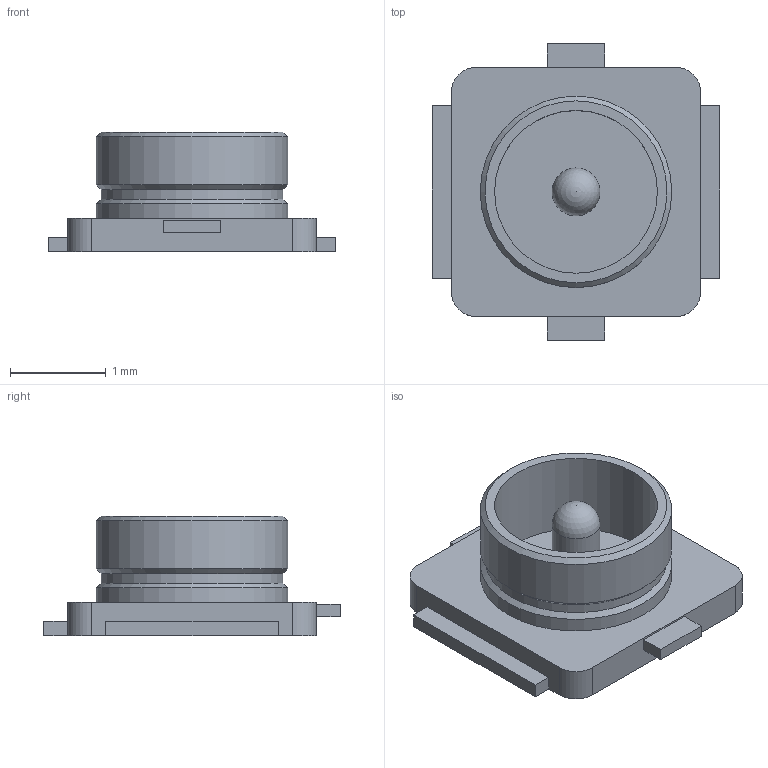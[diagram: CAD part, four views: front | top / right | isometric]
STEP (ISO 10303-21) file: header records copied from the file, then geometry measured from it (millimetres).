
FILE_DESCRIPTION(/* description */ ('STEP AP242','CAx-IF Rec.Pracs.---Representation and Presentation of Product Manufacturing Information (PMI)---4.0---2014-10-13','CAx-IF Rec.Pracs.---3D Tessellated Geometry---0.4---2014-09-14','2;1'),/* implementation_level */ '2;1');
FILE_NAME(/* name */ '63466622f19bb7395f0a2c7d',/* time_stamp */ '2022-10-12T07:00:50+00:00',/* author */ (''),/* organization */ (''),/* preprocessor_version */ 'ST-DEVELOPER v18.102',/* originating_system */ ' ',/* authorisation */ ' ');
FILE_SCHEMA (('AP242_MANAGED_MODEL_BASED_3D_ENGINEERING_MIM_LF { 1 0 10303 442 1 1 4 }'));
Length unit declared in the file: metre
Products named in the file (1): C-2337019-1
Bounding box: 3 x 3.1 x 1.25 mm (x, y, z)
Volume: 3.4 mm3; surface area: 30.9 mm2
Topology: 1 solids, 1 shells, 38 faces, 96 edges, 63 vertices
Faces by surface type: plane 25, cylinder 9, cone 3, sphere 1
Full cylindrical faces by diameter (mm): 0.5 x1, 1.7 x1, 1.9 x1, 2 x2
Entity records: 1338 total; most frequent: CARTESIAN_POINT 181, DIRECTION 180, ORIENTED_EDGE 166, EDGE_CURVE 83, LINE 64, VECTOR 64, VERTEX_POINT 59, AXIS2_PLACEMENT_3D 58
